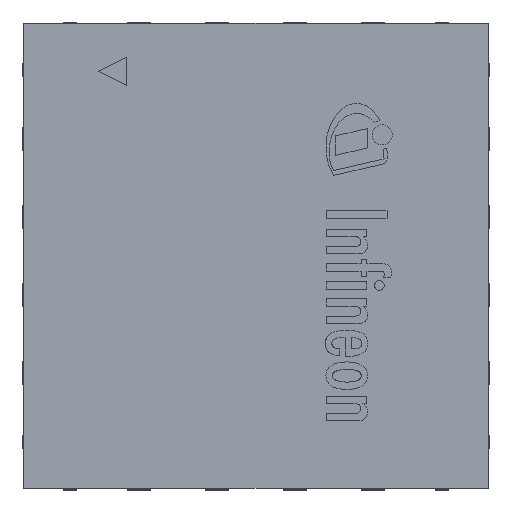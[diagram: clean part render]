
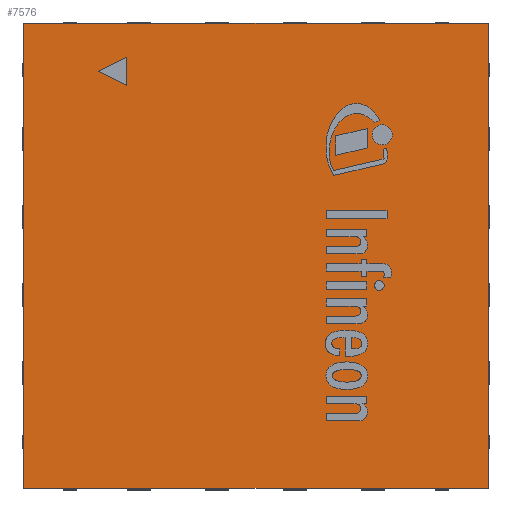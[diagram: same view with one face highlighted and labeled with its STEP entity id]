
A CAD part, top view. The second image highlights one B-rep face of the part: STEP entity #7576.
In plain terms, the highlighted planar face has unit normal (0, 0, 1).
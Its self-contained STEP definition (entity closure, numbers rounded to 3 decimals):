
#540=FACE_BOUND('',#1032,.T.);
#551=FACE_OUTER_BOUND('',#1031,.T.);
#1031=EDGE_LOOP('',(#5034,#5035,#5036,#5037));
#1032=EDGE_LOOP('',(#5038,#5039,#5040));
#1516=LINE('',#11211,#2347);
#1520=LINE('',#11218,#2351);
#1522=LINE('',#11221,#2353);
#1523=LINE('',#11226,#2354);
#1524=LINE('',#11228,#2355);
#1525=LINE('',#11230,#2356);
#1526=LINE('',#11231,#2357);
#2347=VECTOR('',#8868,1.);
#2351=VECTOR('',#8874,1.);
#2353=VECTOR('',#8878,1.);
#2354=VECTOR('',#8883,1.);
#2355=VECTOR('',#8884,1.);
#2356=VECTOR('',#8885,1.);
#2357=VECTOR('',#8886,1.);
#3178=VERTEX_POINT('',#11208);
#3179=VERTEX_POINT('',#11210);
#3181=VERTEX_POINT('',#11216);
#3182=VERTEX_POINT('',#11224);
#3183=VERTEX_POINT('',#11225);
#3184=VERTEX_POINT('',#11227);
#3185=VERTEX_POINT('',#11229);
#3916=EDGE_CURVE('',#3179,#3178,#1516,.T.);
#3920=EDGE_CURVE('',#3178,#3181,#1520,.T.);
#3922=EDGE_CURVE('',#3181,#3179,#1522,.T.);
#3923=EDGE_CURVE('',#3182,#3183,#1523,.T.);
#3924=EDGE_CURVE('',#3183,#3184,#1524,.T.);
#3925=EDGE_CURVE('',#3184,#3185,#1525,.T.);
#3926=EDGE_CURVE('',#3185,#3182,#1526,.T.);
#5034=ORIENTED_EDGE('',*,*,#3923,.T.);
#5035=ORIENTED_EDGE('',*,*,#3924,.T.);
#5036=ORIENTED_EDGE('',*,*,#3925,.T.);
#5037=ORIENTED_EDGE('',*,*,#3926,.T.);
#5038=ORIENTED_EDGE('',*,*,#3916,.T.);
#5039=ORIENTED_EDGE('',*,*,#3920,.T.);
#5040=ORIENTED_EDGE('',*,*,#3922,.T.);
#7233=PLANE('',#8112);
#7576=ADVANCED_FACE('',(#551,#540),#7233,.T.);
#8112=AXIS2_PLACEMENT_3D('',#11223,#8881,#8882);
#8868=DIRECTION('',(0.,-1.,0.));
#8874=DIRECTION('',(-0.894,0.447,0.));
#8878=DIRECTION('',(0.894,0.447,0.));
#8881=DIRECTION('center_axis',(0.,0.,1.));
#8882=DIRECTION('ref_axis',(1.,0.,0.));
#8883=DIRECTION('',(0.,-1.,0.));
#8884=DIRECTION('',(1.,0.,0.));
#8885=DIRECTION('',(0.,1.,0.));
#8886=DIRECTION('',(-1.,0.,0.));
#11208=CARTESIAN_POINT('',(-0.832,1.092,0.77));
#11210=CARTESIAN_POINT('',(-0.832,1.272,0.77));
#11211=CARTESIAN_POINT('',(-0.832,0.546,0.77));
#11216=CARTESIAN_POINT('',(-1.012,1.182,0.77));
#11218=CARTESIAN_POINT('',(-0.371,0.862,0.77));
#11221=CARTESIAN_POINT('',(-0.754,1.311,0.77));
#11223=CARTESIAN_POINT('Origin',(0.,0.,0.77));
#11224=CARTESIAN_POINT('',(-1.49,1.49,0.77));
#11225=CARTESIAN_POINT('',(-1.49,-1.49,0.77));
#11226=CARTESIAN_POINT('',(-1.49,1.49,0.77));
#11227=CARTESIAN_POINT('',(1.49,-1.49,0.77));
#11228=CARTESIAN_POINT('',(-1.49,-1.49,0.77));
#11229=CARTESIAN_POINT('',(1.49,1.49,0.77));
#11230=CARTESIAN_POINT('',(1.49,-1.49,0.77));
#11231=CARTESIAN_POINT('',(1.49,1.49,0.77));
